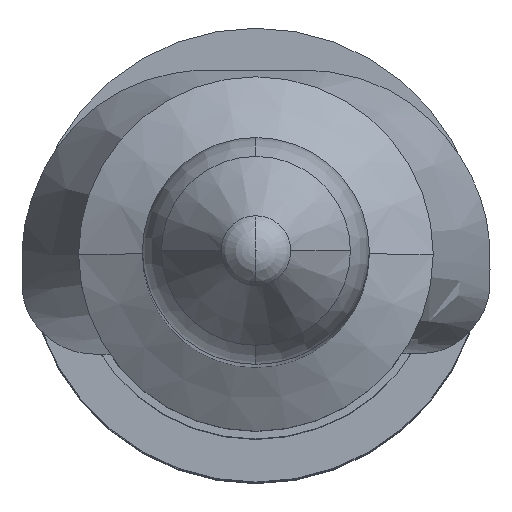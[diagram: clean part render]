
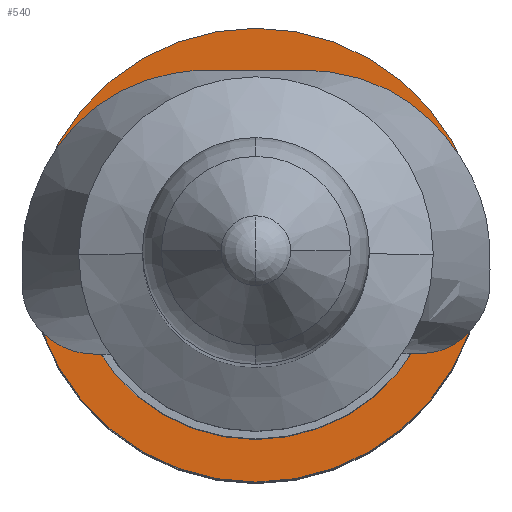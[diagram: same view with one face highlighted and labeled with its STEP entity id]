
A CAD part, top view. The second image highlights one B-rep face of the part: STEP entity #540.
In plain terms, the highlighted planar face has unit normal (0, 0, 1).
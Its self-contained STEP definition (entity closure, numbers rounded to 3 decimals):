
#32 = DIRECTION ( 'NONE',  ( 0., 0., 1. ) ) ;
#65 = CARTESIAN_POINT ( 'NONE',  ( 0., 0., 6.7 ) ) ;
#150 = DIRECTION ( 'NONE',  ( 1., 0., 0. ) ) ;
#178 = CARTESIAN_POINT ( 'NONE',  ( 0., 0., 6.7 ) ) ;
#194 = VERTEX_POINT ( 'NONE', #1201 ) ;
#226 = ORIENTED_EDGE ( 'NONE', *, *, #958, .T. ) ;
#290 = PLANE ( 'NONE',  #886 ) ;
#312 = CARTESIAN_POINT ( 'NONE',  ( 1.6, 0., 6.7 ) ) ;
#341 = ORIENTED_EDGE ( 'NONE', *, *, #1442, .T. ) ;
#355 = EDGE_LOOP ( 'NONE', ( #804, #567 ) ) ;
#360 = DIRECTION ( 'NONE',  ( 1., 0., 0. ) ) ;
#386 = CARTESIAN_POINT ( 'NONE',  ( 0., 0., 6.7 ) ) ;
#475 = DIRECTION ( 'NONE',  ( 1., 0., 0. ) ) ;
#487 = CARTESIAN_POINT ( 'NONE',  ( -1.3, 0., 6.7 ) ) ;
#498 = AXIS2_PLACEMENT_3D ( 'NONE', #65, #719, #360 ) ;
#540 = ADVANCED_FACE ( 'NONE', ( #1298, #741 ), #290, .T. ) ;
#567 = ORIENTED_EDGE ( 'NONE', *, *, #878, .F. ) ;
#574 = CIRCLE ( 'NONE', #950, 1.6 ) ;
#591 = VERTEX_POINT ( 'NONE', #312 ) ;
#627 = DIRECTION ( 'NONE',  ( 0., 0., 1. ) ) ;
#632 = AXIS2_PLACEMENT_3D ( 'NONE', #386, #32, #475 ) ;
#691 = AXIS2_PLACEMENT_3D ( 'NONE', #1047, #708, #1157 ) ;
#708 = DIRECTION ( 'NONE',  ( 0., 0., 1. ) ) ;
#710 = CARTESIAN_POINT ( 'NONE',  ( 0., 0., 6.7 ) ) ;
#719 = DIRECTION ( 'NONE',  ( 0., 0., 1. ) ) ;
#741 = FACE_BOUND ( 'NONE', #355, .T. ) ;
#766 = CIRCLE ( 'NONE', #498, 1.6 ) ;
#804 = ORIENTED_EDGE ( 'NONE', *, *, #1351, .F. ) ;
#850 = VERTEX_POINT ( 'NONE', #487 ) ;
#878 = EDGE_CURVE ( 'NONE', #850, #194, #1270, .T. ) ;
#886 = AXIS2_PLACEMENT_3D ( 'NONE', #178, #627, #1075 ) ;
#947 = CIRCLE ( 'NONE', #691, 1.3 ) ;
#950 = AXIS2_PLACEMENT_3D ( 'NONE', #710, #1159, #150 ) ;
#958 = EDGE_CURVE ( 'NONE', #1410, #591, #574, .T. ) ;
#1047 = CARTESIAN_POINT ( 'NONE',  ( 0., 0., 6.7 ) ) ;
#1075 = DIRECTION ( 'NONE',  ( 1., 0., 0. ) ) ;
#1157 = DIRECTION ( 'NONE',  ( 1., 0., 0. ) ) ;
#1159 = DIRECTION ( 'NONE',  ( 0., 0., 1. ) ) ;
#1201 = CARTESIAN_POINT ( 'NONE',  ( 1.3, 0., 6.7 ) ) ;
#1270 = CIRCLE ( 'NONE', #632, 1.3 ) ;
#1298 = FACE_OUTER_BOUND ( 'NONE', #1374, .T. ) ;
#1351 = EDGE_CURVE ( 'NONE', #194, #850, #947, .T. ) ;
#1374 = EDGE_LOOP ( 'NONE', ( #341, #226 ) ) ;
#1409 = CARTESIAN_POINT ( 'NONE',  ( -1.6, 0., 6.7 ) ) ;
#1410 = VERTEX_POINT ( 'NONE', #1409 ) ;
#1442 = EDGE_CURVE ( 'NONE', #591, #1410, #766, .T. ) ;
